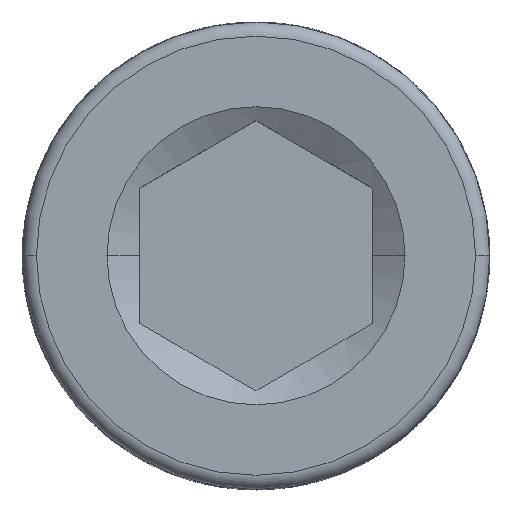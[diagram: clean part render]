
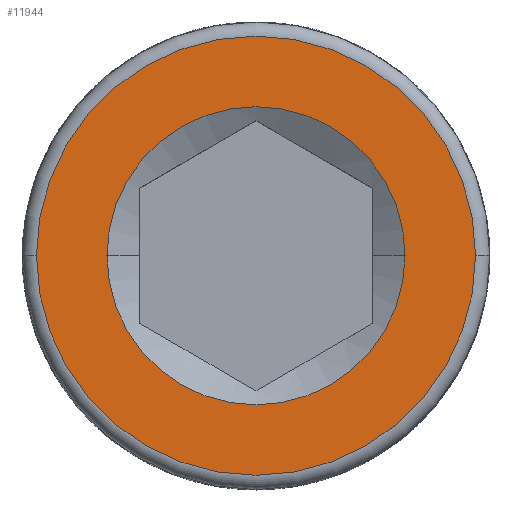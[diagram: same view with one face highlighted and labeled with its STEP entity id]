
A CAD part, top view. The second image highlights one B-rep face of the part: STEP entity #11944.
In plain terms, the highlighted planar face has unit normal (0, 0, 1).
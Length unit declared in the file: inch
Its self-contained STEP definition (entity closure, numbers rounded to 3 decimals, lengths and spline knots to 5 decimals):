
#229 = AXIS2_PLACEMENT_3D ( 'NONE', #3122, #3224, #5506 ) ;
#365 = CARTESIAN_POINT ( 'NONE',  ( 0., 0.14675, 0.345 ) ) ;
#988 = ORIENTED_EDGE ( 'NONE', *, *, #10636, .F. ) ;
#1049 = EDGE_CURVE ( 'NONE', #14987, #9680, #3880, .T. ) ;
#1465 = DIRECTION ( 'NONE',  ( 1., 0., 0. ) ) ;
#1644 = CARTESIAN_POINT ( 'NONE',  ( 0., 0., 0.345 ) ) ;
#1852 = CARTESIAN_POINT ( 'NONE',  ( -0.14675, 0., 0.345 ) ) ;
#2301 = CARTESIAN_POINT ( 'NONE',  ( -0.09963, 0., 0.345 ) ) ;
#2848 = VERTEX_POINT ( 'NONE', #14099 ) ;
#3015 = AXIS2_PLACEMENT_3D ( 'NONE', #8288, #4746, #9528 ) ;
#3122 = CARTESIAN_POINT ( 'NONE',  ( 0., 0., 0.345 ) ) ;
#3224 = DIRECTION ( 'NONE',  ( 0., 0., 1. ) ) ;
#3555 = CIRCLE ( 'NONE', #5968, 0.09963 ) ;
#3765 = DIRECTION ( 'NONE',  ( 0., 0., -1. ) ) ;
#3880 = CIRCLE ( 'NONE', #4306, 0.14675 ) ;
#4306 = AXIS2_PLACEMENT_3D ( 'NONE', #9688, #3765, #9487 ) ;
#4340 = FACE_OUTER_BOUND ( 'NONE', #11957, .T. ) ;
#4746 = DIRECTION ( 'NONE',  ( 0., 0., -1. ) ) ;
#5506 = DIRECTION ( 'NONE',  ( 1., 0., 0. ) ) ;
#5968 = AXIS2_PLACEMENT_3D ( 'NONE', #1644, #11200, #11148 ) ;
#6322 = EDGE_LOOP ( 'NONE', ( #11432, #988 ) ) ;
#6992 = EDGE_CURVE ( 'NONE', #2848, #13615, #3555, .T. ) ;
#8288 = CARTESIAN_POINT ( 'NONE',  ( 0., 0., 0.345 ) ) ;
#8326 = AXIS2_PLACEMENT_3D ( 'NONE', #365, #11083, #1465 ) ;
#8643 = PLANE ( 'NONE',  #8326 ) ;
#8847 = CIRCLE ( 'NONE', #229, 0.09963 ) ;
#9487 = DIRECTION ( 'NONE',  ( -1., 0., 0. ) ) ;
#9528 = DIRECTION ( 'NONE',  ( -1., 0., 0. ) ) ;
#9680 = VERTEX_POINT ( 'NONE', #1852 ) ;
#9688 = CARTESIAN_POINT ( 'NONE',  ( 0., 0., 0.345 ) ) ;
#10241 = EDGE_CURVE ( 'NONE', #9680, #14987, #10716, .T. ) ;
#10492 = FACE_BOUND ( 'NONE', #6322, .T. ) ;
#10636 = EDGE_CURVE ( 'NONE', #13615, #2848, #8847, .T. ) ;
#10716 = CIRCLE ( 'NONE', #3015, 0.14675 ) ;
#10876 = ORIENTED_EDGE ( 'NONE', *, *, #10241, .F. ) ;
#11083 = DIRECTION ( 'NONE',  ( 0., 0., 1. ) ) ;
#11148 = DIRECTION ( 'NONE',  ( 1., 0., 0. ) ) ;
#11200 = DIRECTION ( 'NONE',  ( 0., 0., 1. ) ) ;
#11311 = CARTESIAN_POINT ( 'NONE',  ( 0.14675, 0., 0.345 ) ) ;
#11350 = ORIENTED_EDGE ( 'NONE', *, *, #1049, .F. ) ;
#11432 = ORIENTED_EDGE ( 'NONE', *, *, #6992, .F. ) ;
#11944 = ADVANCED_FACE ( 'NONE', ( #10492, #4340 ), #8643, .T. ) ;
#11957 = EDGE_LOOP ( 'NONE', ( #10876, #11350 ) ) ;
#13615 = VERTEX_POINT ( 'NONE', #2301 ) ;
#14099 = CARTESIAN_POINT ( 'NONE',  ( 0.09963, 0., 0.345 ) ) ;
#14987 = VERTEX_POINT ( 'NONE', #11311 ) ;
